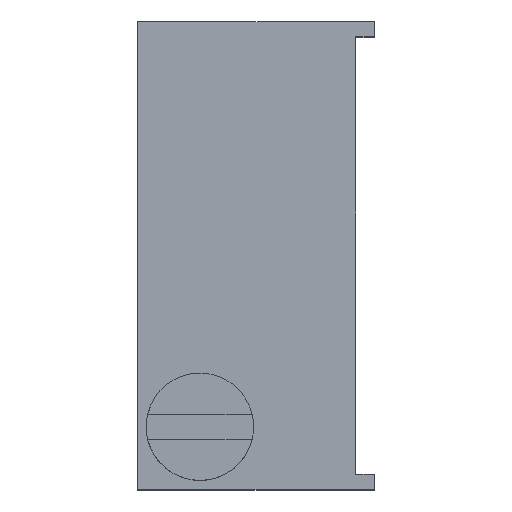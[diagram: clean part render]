
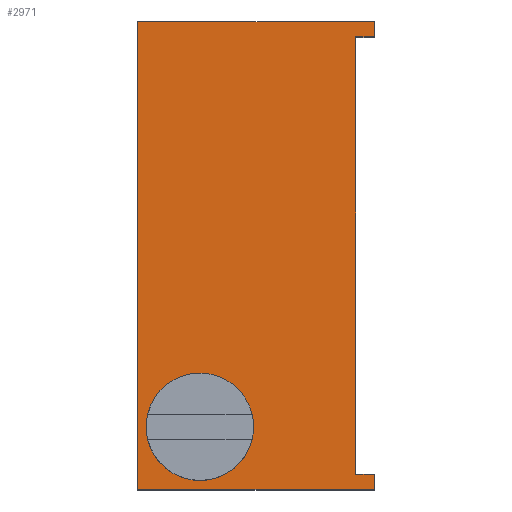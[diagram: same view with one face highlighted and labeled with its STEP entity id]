
A CAD part, top view. The second image highlights one B-rep face of the part: STEP entity #2971.
In plain terms, the highlighted planar face has unit normal (0, 0, 1).
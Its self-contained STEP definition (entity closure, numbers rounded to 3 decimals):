
#1 = LINE ( 'NONE', #1501, #3973 ) ;
#48 = CARTESIAN_POINT ( 'NONE',  ( -2.415, 4.765, 10. ) ) ;
#125 = CARTESIAN_POINT ( 'NONE',  ( 2.415, 4.765, 10. ) ) ;
#127 = AXIS2_PLACEMENT_3D ( 'NONE', #5014, #1139, #2697 ) ;
#194 = CARTESIAN_POINT ( 'NONE',  ( 2.035, 4.465, 10. ) ) ;
#321 = LINE ( 'NONE', #3052, #4134 ) ;
#562 = CARTESIAN_POINT ( 'NONE',  ( 2.415, 4.465, 10. ) ) ;
#564 = CARTESIAN_POINT ( 'NONE',  ( 0., 0., 10. ) ) ;
#571 = DIRECTION ( 'NONE',  ( -1., 0., 0. ) ) ;
#821 = VERTEX_POINT ( 'NONE', #3453 ) ;
#855 = VECTOR ( 'NONE', #2491, 1000. ) ;
#934 = EDGE_CURVE ( 'NONE', #2860, #2001, #4403, .T. ) ;
#937 = CIRCLE ( 'NONE', #127, 1.095 ) ;
#973 = LINE ( 'NONE', #2114, #4208 ) ;
#1005 = CARTESIAN_POINT ( 'NONE',  ( 2.035, 4.465, 10. ) ) ;
#1084 = AXIS2_PLACEMENT_3D ( 'NONE', #564, #3591, #4866 ) ;
#1139 = DIRECTION ( 'NONE',  ( 0., 0., 1. ) ) ;
#1145 = CARTESIAN_POINT ( 'NONE',  ( -2.24, -3.495, 10. ) ) ;
#1204 = EDGE_CURVE ( 'NONE', #2085, #2963, #937, .T. ) ;
#1501 = CARTESIAN_POINT ( 'NONE',  ( -2.415, -4.765, 10. ) ) ;
#1568 = DIRECTION ( 'NONE',  ( 0., 0., 1. ) ) ;
#1655 = ORIENTED_EDGE ( 'NONE', *, *, #4246, .F. ) ;
#1704 = VERTEX_POINT ( 'NONE', #4492 ) ;
#1810 = CARTESIAN_POINT ( 'NONE',  ( -2.415, -4.765, 10. ) ) ;
#1821 = DIRECTION ( 'NONE',  ( 0., -1., 0. ) ) ;
#1894 = CARTESIAN_POINT ( 'NONE',  ( 2.415, 4.465, 10. ) ) ;
#1944 = VECTOR ( 'NONE', #2517, 1000. ) ;
#1949 = CARTESIAN_POINT ( 'NONE',  ( -1.145, -3.495, 10. ) ) ;
#2001 = VERTEX_POINT ( 'NONE', #1005 ) ;
#2085 = VERTEX_POINT ( 'NONE', #1145 ) ;
#2114 = CARTESIAN_POINT ( 'NONE',  ( -2.415, 4.765, 10. ) ) ;
#2134 = EDGE_CURVE ( 'NONE', #4423, #4665, #973, .T. ) ;
#2145 = CARTESIAN_POINT ( 'NONE',  ( 2.415, -4.765, 10. ) ) ;
#2179 = AXIS2_PLACEMENT_3D ( 'NONE', #1949, #1568, #2710 ) ;
#2316 = EDGE_CURVE ( 'NONE', #4849, #4263, #3601, .T. ) ;
#2458 = EDGE_CURVE ( 'NONE', #4665, #4849, #1, .T. ) ;
#2465 = CARTESIAN_POINT ( 'NONE',  ( 2.415, 4.765, 10. ) ) ;
#2491 = DIRECTION ( 'NONE',  ( -1., 0., 0. ) ) ;
#2517 = DIRECTION ( 'NONE',  ( 0., 1., 0. ) ) ;
#2545 = EDGE_LOOP ( 'NONE', ( #3278, #1655 ) ) ;
#2548 = FACE_BOUND ( 'NONE', #2545, .T. ) ;
#2697 = DIRECTION ( 'NONE',  ( 1., 0., 0. ) ) ;
#2710 = DIRECTION ( 'NONE',  ( 1., 0., 0. ) ) ;
#2740 = DIRECTION ( 'NONE',  ( 1., 0., 0. ) ) ;
#2813 = FACE_OUTER_BOUND ( 'NONE', #3074, .T. ) ;
#2860 = VERTEX_POINT ( 'NONE', #1894 ) ;
#2899 = ORIENTED_EDGE ( 'NONE', *, *, #4028, .T. ) ;
#2935 = LINE ( 'NONE', #3237, #4557 ) ;
#2963 = VERTEX_POINT ( 'NONE', #3185 ) ;
#2971 = ADVANCED_FACE ( 'NONE', ( #2548, #2813 ), #3713, .T. ) ;
#2993 = VECTOR ( 'NONE', #3574, 1000. ) ;
#3052 = CARTESIAN_POINT ( 'NONE',  ( 2.415, -4.465, 10. ) ) ;
#3074 = EDGE_LOOP ( 'NONE', ( #4980, #5002, #2899, #3345, #4646, #3701, #4009, #3738 ) ) ;
#3111 = CARTESIAN_POINT ( 'NONE',  ( 2.415, -4.465, 10. ) ) ;
#3185 = CARTESIAN_POINT ( 'NONE',  ( -0.05, -3.495, 10. ) ) ;
#3237 = CARTESIAN_POINT ( 'NONE',  ( -2.415, 4.765, 10. ) ) ;
#3278 = ORIENTED_EDGE ( 'NONE', *, *, #1204, .F. ) ;
#3345 = ORIENTED_EDGE ( 'NONE', *, *, #4887, .T. ) ;
#3432 = EDGE_CURVE ( 'NONE', #2001, #1704, #4077, .T. ) ;
#3453 = CARTESIAN_POINT ( 'NONE',  ( 2.415, 4.765, 10. ) ) ;
#3574 = DIRECTION ( 'NONE',  ( 0., 1., 0. ) ) ;
#3591 = DIRECTION ( 'NONE',  ( 0., 0., 1. ) ) ;
#3601 = LINE ( 'NONE', #2465, #1944 ) ;
#3608 = DIRECTION ( 'NONE',  ( 0., -1., 0. ) ) ;
#3701 = ORIENTED_EDGE ( 'NONE', *, *, #2458, .T. ) ;
#3713 = PLANE ( 'NONE',  #1084 ) ;
#3738 = ORIENTED_EDGE ( 'NONE', *, *, #4996, .F. ) ;
#3973 = VECTOR ( 'NONE', #2740, 1000. ) ;
#4009 = ORIENTED_EDGE ( 'NONE', *, *, #2316, .T. ) ;
#4028 = EDGE_CURVE ( 'NONE', #2860, #821, #4417, .T. ) ;
#4077 = LINE ( 'NONE', #194, #4112 ) ;
#4112 = VECTOR ( 'NONE', #1821, 1000. ) ;
#4126 = CIRCLE ( 'NONE', #2179, 1.095 ) ;
#4134 = VECTOR ( 'NONE', #4519, 1000. ) ;
#4208 = VECTOR ( 'NONE', #3608, 1000. ) ;
#4246 = EDGE_CURVE ( 'NONE', #2963, #2085, #4126, .T. ) ;
#4263 = VERTEX_POINT ( 'NONE', #3111 ) ;
#4403 = LINE ( 'NONE', #562, #855 ) ;
#4417 = LINE ( 'NONE', #125, #2993 ) ;
#4423 = VERTEX_POINT ( 'NONE', #48 ) ;
#4492 = CARTESIAN_POINT ( 'NONE',  ( 2.035, -4.465, 10. ) ) ;
#4519 = DIRECTION ( 'NONE',  ( 1., 0., 0. ) ) ;
#4557 = VECTOR ( 'NONE', #571, 1000. ) ;
#4646 = ORIENTED_EDGE ( 'NONE', *, *, #2134, .T. ) ;
#4665 = VERTEX_POINT ( 'NONE', #1810 ) ;
#4849 = VERTEX_POINT ( 'NONE', #2145 ) ;
#4866 = DIRECTION ( 'NONE',  ( 1., 0., 0. ) ) ;
#4887 = EDGE_CURVE ( 'NONE', #821, #4423, #2935, .T. ) ;
#4980 = ORIENTED_EDGE ( 'NONE', *, *, #3432, .F. ) ;
#4996 = EDGE_CURVE ( 'NONE', #1704, #4263, #321, .T. ) ;
#5002 = ORIENTED_EDGE ( 'NONE', *, *, #934, .F. ) ;
#5014 = CARTESIAN_POINT ( 'NONE',  ( -1.145, -3.495, 10. ) ) ;
